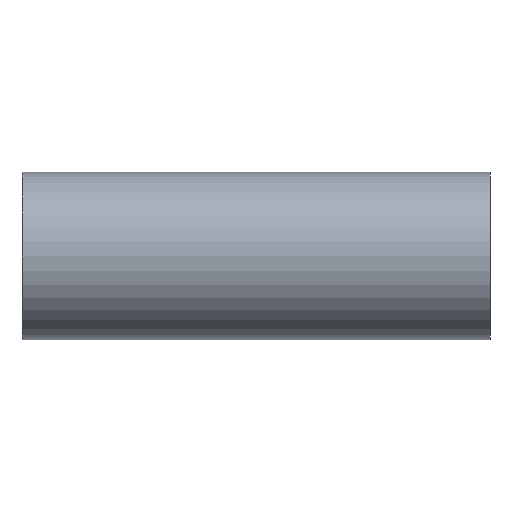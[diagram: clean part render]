
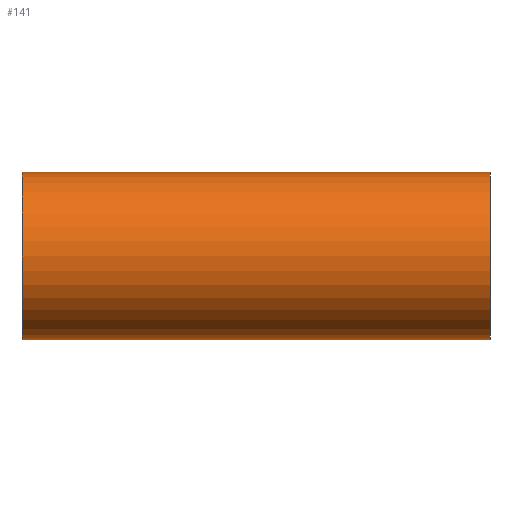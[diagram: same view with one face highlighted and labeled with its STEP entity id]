
A CAD part, front view. The second image highlights one B-rep face of the part: STEP entity #141.
In plain terms, the highlighted cylindrical face has radius 1.727 mm (diameter 3.454 mm), a partial arc.
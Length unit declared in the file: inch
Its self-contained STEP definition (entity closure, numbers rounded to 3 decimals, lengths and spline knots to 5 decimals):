
#10 = DIRECTION ( 'NONE',  ( 0., 0., 1. ) ) ;
#21 = CARTESIAN_POINT ( 'NONE',  ( 0.19, 0., -0.068 ) ) ;
#22 = DIRECTION ( 'NONE',  ( -1., 0., 0. ) ) ;
#32 = VECTOR ( 'NONE', #22, 39.37008 ) ;
#39 = VERTEX_POINT ( 'NONE', #128 ) ;
#44 = VECTOR ( 'NONE', #127, 39.37008 ) ;
#46 = CIRCLE ( 'NONE', #186, 0.068 ) ;
#48 = LINE ( 'NONE', #119, #44 ) ;
#51 = CYLINDRICAL_SURFACE ( 'NONE', #177, 0.068 ) ;
#53 = CIRCLE ( 'NONE', #188, 0.068 ) ;
#54 = LINE ( 'NONE', #21, #32 ) ;
#61 = FACE_OUTER_BOUND ( 'NONE', #64, .T. ) ;
#64 = EDGE_LOOP ( 'NONE', ( #86, #105, #85, #70 ) ) ;
#70 = ORIENTED_EDGE ( 'NONE', *, *, #169, .T. ) ;
#84 = VERTEX_POINT ( 'NONE', #209 ) ;
#85 = ORIENTED_EDGE ( 'NONE', *, *, #166, .T. ) ;
#86 = ORIENTED_EDGE ( 'NONE', *, *, #164, .F. ) ;
#87 = VERTEX_POINT ( 'NONE', #201 ) ;
#90 = VERTEX_POINT ( 'NONE', #207 ) ;
#105 = ORIENTED_EDGE ( 'NONE', *, *, #167, .F. ) ;
#119 = CARTESIAN_POINT ( 'NONE',  ( 0.19, 0., 0.068 ) ) ;
#127 = DIRECTION ( 'NONE',  ( -1., 0., 0. ) ) ;
#128 = CARTESIAN_POINT ( 'NONE',  ( 0.19, 0., 0.068 ) ) ;
#141 = ADVANCED_FACE ( 'NONE', ( #61 ), #51, .T. ) ;
#149 = CARTESIAN_POINT ( 'NONE',  ( 0.19, 0., 0. ) ) ;
#150 = DIRECTION ( 'NONE',  ( 1., 0., 0. ) ) ;
#151 = DIRECTION ( 'NONE',  ( 0., 0., -1. ) ) ;
#164 = EDGE_CURVE ( 'NONE', #87, #84, #54, .T. ) ;
#166 = EDGE_CURVE ( 'NONE', #39, #90, #48, .T. ) ;
#167 = EDGE_CURVE ( 'NONE', #39, #87, #46, .T. ) ;
#169 = EDGE_CURVE ( 'NONE', #90, #84, #53, .T. ) ;
#177 = AXIS2_PLACEMENT_3D ( 'NONE', #205, #204, #10 ) ;
#186 = AXIS2_PLACEMENT_3D ( 'NONE', #149, #150, #151 ) ;
#188 = AXIS2_PLACEMENT_3D ( 'NONE', #213, #214, #215 ) ;
#201 = CARTESIAN_POINT ( 'NONE',  ( 0.19, 0., -0.068 ) ) ;
#204 = DIRECTION ( 'NONE',  ( -1., 0., 0. ) ) ;
#205 = CARTESIAN_POINT ( 'NONE',  ( 0.19, 0., 0. ) ) ;
#207 = CARTESIAN_POINT ( 'NONE',  ( -0.19, 0., 0.068 ) ) ;
#209 = CARTESIAN_POINT ( 'NONE',  ( -0.19, 0., -0.068 ) ) ;
#213 = CARTESIAN_POINT ( 'NONE',  ( -0.19, 0., 0. ) ) ;
#214 = DIRECTION ( 'NONE',  ( 1., 0., 0. ) ) ;
#215 = DIRECTION ( 'NONE',  ( 0., 0., -1. ) ) ;
